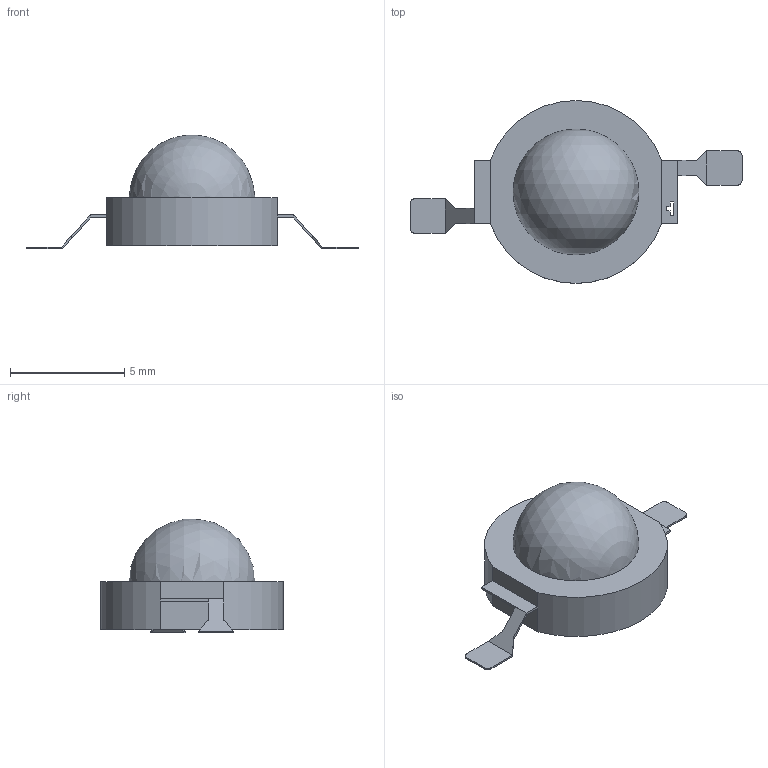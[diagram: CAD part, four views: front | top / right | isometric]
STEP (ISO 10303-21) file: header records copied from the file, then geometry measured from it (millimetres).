
FILE_DESCRIPTION(('FreeCAD Model'),'2;1');
FILE_NAME('3WattLED.step', '2019-10-05T19:47:58',('Author'),(''), 'Open CASCADE STEP processor 7.3','FreeCAD','Unknown');
FILE_SCHEMA(('AUTOMOTIVE_DESIGN { 1 0 10303 214 1 1 1 1 }'));
Length unit declared in the file: millimetre
Products named in the file (1): Fusion
Bounding box: 14.52 x 8 x 4.97 mm (x, y, z)
Volume: 148.2 mm3; surface area: 199.7 mm2
Topology: 1 solids, 1 shells, 55 faces, 148 edges, 94 vertices
Faces by surface type: plane 48, cylinder 6, sphere 1
Entity records: 3948 total; most frequent: CARTESIAN_POINT 658, DIRECTION 519, LINE 370, VECTOR 370, ORIENTED_EDGE 292, PCURVE 292, DEFINITIONAL_REPRESENTATION 292, EDGE_CURVE 146
